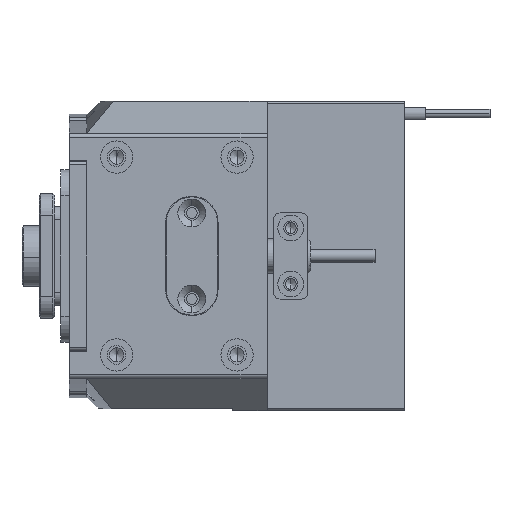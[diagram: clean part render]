
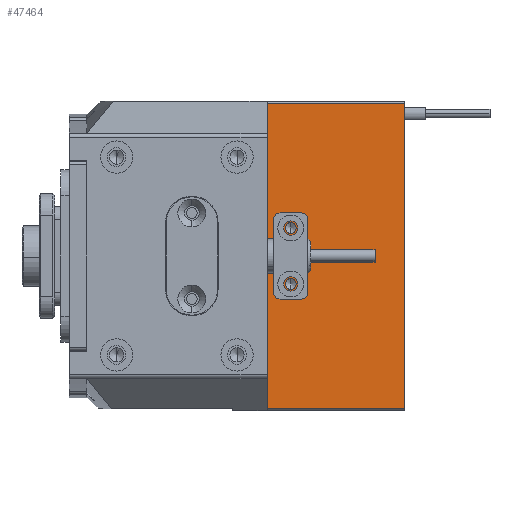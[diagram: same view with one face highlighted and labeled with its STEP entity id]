
A CAD part, left-side view. The second image highlights one B-rep face of the part: STEP entity #47464.
In plain terms, the highlighted planar face has unit normal (-1, 0, 0).
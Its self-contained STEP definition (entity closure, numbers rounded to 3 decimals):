
#563 = CARTESIAN_POINT ( 'NONE',  ( -63., -45.5, 36. ) ) ;
#704 = CARTESIAN_POINT ( 'NONE',  ( -63., -45.5, -35.5 ) ) ;
#1126 = CARTESIAN_POINT ( 'NONE',  ( -63., -13.5, -35.5 ) ) ;
#1477 = AXIS2_PLACEMENT_3D ( 'NONE', #5369, #1795, #5529 ) ;
#1795 = DIRECTION ( 'NONE',  ( -1., 0., 0. ) ) ;
#1865 = CARTESIAN_POINT ( 'NONE',  ( -63., -19., -6.5 ) ) ;
#2037 = LINE ( 'NONE', #16819, #32829 ) ;
#2101 = VECTOR ( 'NONE', #44849, 1000. ) ;
#3153 = EDGE_CURVE ( 'NONE', #12455, #41890, #23701, .T. ) ;
#3284 = CARTESIAN_POINT ( 'NONE',  ( -63., -45.5, 36. ) ) ;
#3493 = VERTEX_POINT ( 'NONE', #18810 ) ;
#3954 = CARTESIAN_POINT ( 'NONE',  ( -63., -13.5, 36. ) ) ;
#4426 = LINE ( 'NONE', #3954, #2101 ) ;
#4482 = VERTEX_POINT ( 'NONE', #34667 ) ;
#4577 = AXIS2_PLACEMENT_3D ( 'NONE', #28325, #24453, #27861 ) ;
#4663 = ORIENTED_EDGE ( 'NONE', *, *, #25919, .F. ) ;
#5369 = CARTESIAN_POINT ( 'NONE',  ( -63., -19., -6.5 ) ) ;
#5529 = DIRECTION ( 'NONE',  ( 0., 0., 1. ) ) ;
#5819 = CARTESIAN_POINT ( 'NONE',  ( -63., -19., 7.75 ) ) ;
#6198 = CARTESIAN_POINT ( 'NONE',  ( -63., -45.5, 35.5 ) ) ;
#6529 = DIRECTION ( 'NONE',  ( 0., 1., 0. ) ) ;
#6699 = VERTEX_POINT ( 'NONE', #6198 ) ;
#7754 = PLANE ( 'NONE',  #28926 ) ;
#8076 = DIRECTION ( 'NONE',  ( 0., 0., -1. ) ) ;
#8875 = FACE_BOUND ( 'NONE', #38398, .T. ) ;
#9068 = EDGE_CURVE ( 'NONE', #6699, #3493, #2037, .T. ) ;
#9200 = ORIENTED_EDGE ( 'NONE', *, *, #15532, .F. ) ;
#11049 = ORIENTED_EDGE ( 'NONE', *, *, #21909, .F. ) ;
#11215 = FACE_BOUND ( 'NONE', #44485, .T. ) ;
#11475 = EDGE_CURVE ( 'NONE', #44050, #13361, #36121, .T. ) ;
#11518 = VERTEX_POINT ( 'NONE', #35281 ) ;
#12455 = VERTEX_POINT ( 'NONE', #1126 ) ;
#12530 = CARTESIAN_POINT ( 'NONE',  ( -63., -45.5, -35.5 ) ) ;
#12608 = ORIENTED_EDGE ( 'NONE', *, *, #27299, .T. ) ;
#13361 = VERTEX_POINT ( 'NONE', #5819 ) ;
#15532 = EDGE_CURVE ( 'NONE', #13361, #44050, #31228, .T. ) ;
#15718 = ORIENTED_EDGE ( 'NONE', *, *, #9068, .T. ) ;
#16430 = DIRECTION ( 'NONE',  ( 0., -1., 0. ) ) ;
#16819 = CARTESIAN_POINT ( 'NONE',  ( -63., -45.5, 35.5 ) ) ;
#16863 = CARTESIAN_POINT ( 'NONE',  ( -63., -19., 6.5 ) ) ;
#17950 = VECTOR ( 'NONE', #40755, 1000. ) ;
#18810 = CARTESIAN_POINT ( 'NONE',  ( -63., -13.5, 35.5 ) ) ;
#19249 = ORIENTED_EDGE ( 'NONE', *, *, #34462, .F. ) ;
#20085 = DIRECTION ( 'NONE',  ( -1., 0., 0. ) ) ;
#21070 = FACE_OUTER_BOUND ( 'NONE', #27825, .T. ) ;
#21909 = EDGE_CURVE ( 'NONE', #4482, #11518, #41337, .T. ) ;
#22570 = CIRCLE ( 'NONE', #22753, 1.25 ) ;
#22753 = AXIS2_PLACEMENT_3D ( 'NONE', #1865, #20085, #31401 ) ;
#23701 = LINE ( 'NONE', #12530, #24250 ) ;
#24250 = VECTOR ( 'NONE', #16430, 1000. ) ;
#24453 = DIRECTION ( 'NONE',  ( -1., 0., 0. ) ) ;
#25919 = EDGE_CURVE ( 'NONE', #11518, #4482, #22570, .T. ) ;
#27299 = EDGE_CURVE ( 'NONE', #3493, #12455, #4426, .T. ) ;
#27825 = EDGE_LOOP ( 'NONE', ( #12608, #35878, #19249, #15718 ) ) ;
#27861 = DIRECTION ( 'NONE',  ( 0., 0., 1. ) ) ;
#28325 = CARTESIAN_POINT ( 'NONE',  ( -63., -19., 6.5 ) ) ;
#28468 = DIRECTION ( 'NONE',  ( -1., 0., 0. ) ) ;
#28926 = AXIS2_PLACEMENT_3D ( 'NONE', #563, #30259, #8076 ) ;
#30259 = DIRECTION ( 'NONE',  ( 1., 0., 0. ) ) ;
#31228 = CIRCLE ( 'NONE', #37952, 1.25 ) ;
#31401 = DIRECTION ( 'NONE',  ( 0., 0., 1. ) ) ;
#32829 = VECTOR ( 'NONE', #6529, 1000. ) ;
#34462 = EDGE_CURVE ( 'NONE', #6699, #41890, #44612, .T. ) ;
#34667 = CARTESIAN_POINT ( 'NONE',  ( -63., -19., -7.75 ) ) ;
#35281 = CARTESIAN_POINT ( 'NONE',  ( -63., -19., -5.25 ) ) ;
#35878 = ORIENTED_EDGE ( 'NONE', *, *, #3153, .T. ) ;
#36068 = DIRECTION ( 'NONE',  ( 0., 0., 1. ) ) ;
#36121 = CIRCLE ( 'NONE', #4577, 1.25 ) ;
#37952 = AXIS2_PLACEMENT_3D ( 'NONE', #16863, #28468, #36068 ) ;
#38398 = EDGE_LOOP ( 'NONE', ( #4663, #11049 ) ) ;
#40755 = DIRECTION ( 'NONE',  ( 0., 0., -1. ) ) ;
#41337 = CIRCLE ( 'NONE', #1477, 1.25 ) ;
#41890 = VERTEX_POINT ( 'NONE', #704 ) ;
#42350 = CARTESIAN_POINT ( 'NONE',  ( -63., -19., 5.25 ) ) ;
#44050 = VERTEX_POINT ( 'NONE', #42350 ) ;
#44485 = EDGE_LOOP ( 'NONE', ( #9200, #46644 ) ) ;
#44612 = LINE ( 'NONE', #3284, #17950 ) ;
#44849 = DIRECTION ( 'NONE',  ( 0., 0., -1. ) ) ;
#46644 = ORIENTED_EDGE ( 'NONE', *, *, #11475, .F. ) ;
#47464 = ADVANCED_FACE ( 'NONE', ( #11215, #8875, #21070 ), #7754, .F. ) ;
